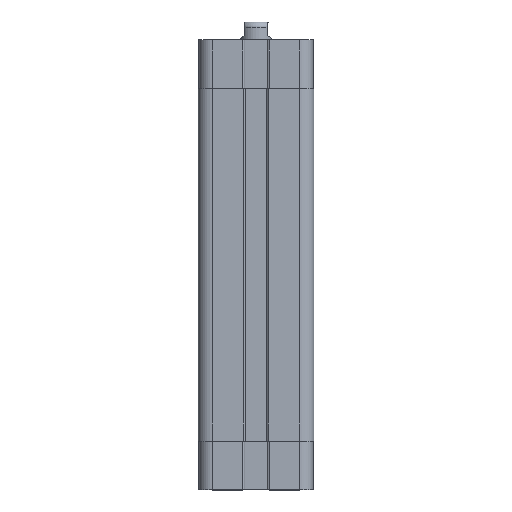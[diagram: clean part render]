
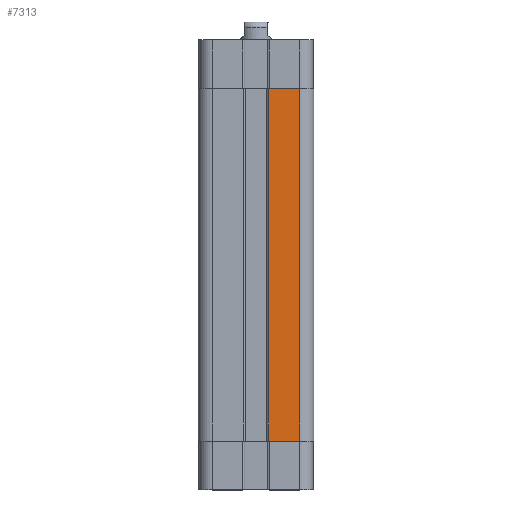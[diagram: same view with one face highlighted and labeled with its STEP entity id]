
A CAD part, top view. The second image highlights one B-rep face of the part: STEP entity #7313.
In plain terms, the highlighted planar face has unit normal (0, 0, 1).
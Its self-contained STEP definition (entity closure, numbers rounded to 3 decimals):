
#4575=CARTESIAN_POINT('',(3.25,44.25,14.525));
#4576=VERTEX_POINT('',#4575);
#4584=CARTESIAN_POINT('',(11.025,44.25,14.525));
#4585=VERTEX_POINT('',#4584);
#4586=CARTESIAN_POINT('',(11.025,44.25,14.525));
#4587=DIRECTION('',(-1.0,0.0,0.0));
#4588=VECTOR('',#4587,7.775);
#4589=LINE('',#4586,#4588);
#4590=EDGE_CURVE('',#4585,#4576,#4589,.T.);
#6896=CARTESIAN_POINT('',(11.025,-44.25,14.525));
#6897=VERTEX_POINT('',#6896);
#6905=CARTESIAN_POINT('',(3.25,-44.25,14.525));
#6906=VERTEX_POINT('',#6905);
#6907=CARTESIAN_POINT('',(3.25,-44.25,14.525));
#6908=DIRECTION('',(1.0,0.0,0.0));
#6909=VECTOR('',#6908,7.775);
#6910=LINE('',#6907,#6909);
#6911=EDGE_CURVE('',#6906,#6897,#6910,.T.);
#7286=CARTESIAN_POINT('',(11.025,44.25,14.525));
#7287=DIRECTION('',(0.0,-1.0,0.0));
#7288=VECTOR('',#7287,88.5);
#7289=LINE('',#7286,#7288);
#7290=EDGE_CURVE('',#4585,#6897,#7289,.T.);
#7297=CARTESIAN_POINT('',(11.025,0.0,14.525));
#7298=DIRECTION('',(0.0,0.0,1.0));
#7299=DIRECTION('',(1.0,0.0,0.0));
#7300=AXIS2_PLACEMENT_3D('',#7297,#7298,#7299);
#7301=PLANE('',#7300);
#7302=ORIENTED_EDGE('',*,*,#4590,.T.);
#7303=CARTESIAN_POINT('',(3.25,44.25,14.525));
#7304=DIRECTION('',(0.0,-1.0,0.0));
#7305=VECTOR('',#7304,88.5);
#7306=LINE('',#7303,#7305);
#7307=EDGE_CURVE('',#4576,#6906,#7306,.T.);
#7308=ORIENTED_EDGE('',*,*,#7307,.T.);
#7309=ORIENTED_EDGE('',*,*,#6911,.T.);
#7310=ORIENTED_EDGE('',*,*,#7290,.F.);
#7311=EDGE_LOOP('',(#7302,#7308,#7309,#7310));
#7312=FACE_OUTER_BOUND('',#7311,.T.);
#7313=ADVANCED_FACE('',(#7312),#7301,.T.);
